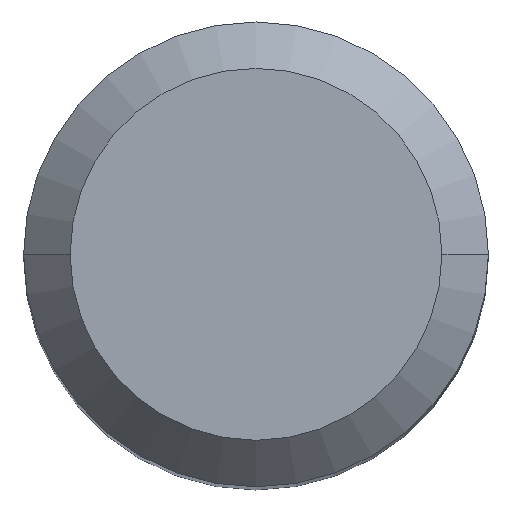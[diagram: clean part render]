
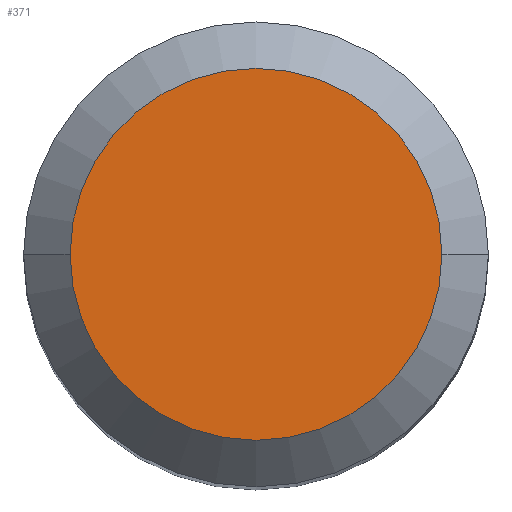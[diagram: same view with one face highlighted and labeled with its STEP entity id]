
A CAD part, top view. The second image highlights one B-rep face of the part: STEP entity #371.
In plain terms, the highlighted planar face has unit normal (0, 0, 1).
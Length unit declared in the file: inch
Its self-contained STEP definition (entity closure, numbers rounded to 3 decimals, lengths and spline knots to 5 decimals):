
#26 = CARTESIAN_POINT ( 'NONE',  ( 0., 0., 0. ) ) ;
#36 = FACE_OUTER_BOUND ( 'NONE', #207, .T. ) ;
#84 = AXIS2_PLACEMENT_3D ( 'NONE', #332, #182, #290 ) ;
#93 = EDGE_CURVE ( 'NONE', #414, #204, #170, .T. ) ;
#106 = DIRECTION ( 'NONE',  ( 1., 0., 0. ) ) ;
#108 = CIRCLE ( 'NONE', #287, 0.15748 ) ;
#118 = PLANE ( 'NONE',  #192 ) ;
#123 = ORIENTED_EDGE ( 'NONE', *, *, #186, .T. ) ;
#170 = CIRCLE ( 'NONE', #84, 0.15748 ) ;
#182 = DIRECTION ( 'NONE',  ( 0., 0., 1. ) ) ;
#186 = EDGE_CURVE ( 'NONE', #204, #414, #108, .T. ) ;
#192 = AXIS2_PLACEMENT_3D ( 'NONE', #288, #238, #274 ) ;
#194 = ORIENTED_EDGE ( 'NONE', *, *, #93, .T. ) ;
#195 = CARTESIAN_POINT ( 'NONE',  ( -0.15748, 0., 0. ) ) ;
#204 = VERTEX_POINT ( 'NONE', #195 ) ;
#207 = EDGE_LOOP ( 'NONE', ( #123, #194 ) ) ;
#238 = DIRECTION ( 'NONE',  ( 0., 0., -1. ) ) ;
#274 = DIRECTION ( 'NONE',  ( -1., 0., 0. ) ) ;
#287 = AXIS2_PLACEMENT_3D ( 'NONE', #26, #410, #106 ) ;
#288 = CARTESIAN_POINT ( 'NONE',  ( 0., 0., 0. ) ) ;
#290 = DIRECTION ( 'NONE',  ( 1., 0., 0. ) ) ;
#332 = CARTESIAN_POINT ( 'NONE',  ( 0., 0., 0. ) ) ;
#371 = ADVANCED_FACE ( 'NONE', ( #36 ), #118, .F. ) ;
#410 = DIRECTION ( 'NONE',  ( 0., 0., 1. ) ) ;
#414 = VERTEX_POINT ( 'NONE', #420 ) ;
#420 = CARTESIAN_POINT ( 'NONE',  ( 0.15748, 0., 0. ) ) ;
